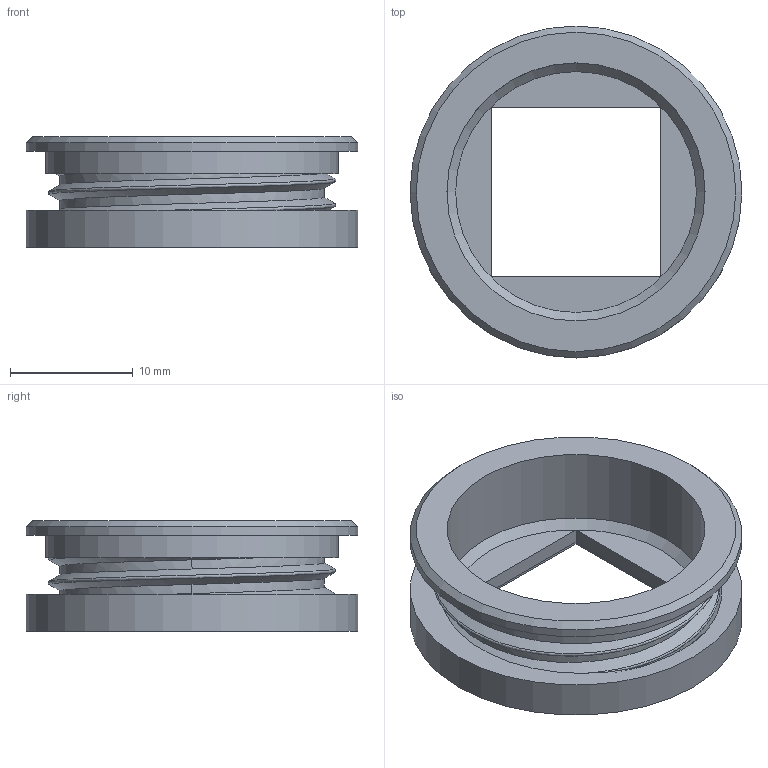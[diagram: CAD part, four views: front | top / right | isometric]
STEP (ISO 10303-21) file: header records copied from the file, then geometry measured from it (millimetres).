
FILE_DESCRIPTION(/* description */ (''),/* implementation_level */ '2;1');
FILE_NAME(/* name */ 'Plunger + Nut v3.step',/* time_stamp */ '2023-12-18T21:10:19-06:00',/* author */ (''),/* organization */ (''),/* preprocessor_version */ 'ST-DEVELOPER v20',/* originating_system */ 'Autodesk Translation Framework v12.14.0.127',/* authorisation */ '');
FILE_SCHEMA (('AUTOMOTIVE_DESIGN { 1 0 10303 214 3 1 1 }'));
Length unit declared in the file: millimetre
Products named in the file (1): Plunger + Nut
Bounding box: 27 x 27 x 9 mm (x, y, z)
Volume: 1463 mm3; surface area: 3088.4 mm2
Topology: 2 solids, 2 shells, 40 faces, 94 edges, 62 vertices
Faces by surface type: plane 16, cylinder 13, bspline 7, cone 2, torus 2
Full cylindrical faces by diameter (mm): 21 x1, 21.529 x2, 23.822 x1, 24.256 x1, 27 x2
Entity records: 3395 total; most frequent: CARTESIAN_POINT 2513, ORIENTED_EDGE 188, DIRECTION 140, EDGE_CURVE 94, VERTEX_POINT 62, AXIS2_PLACEMENT_3D 52, EDGE_LOOP 48, FACE_OUTER_BOUND 40
